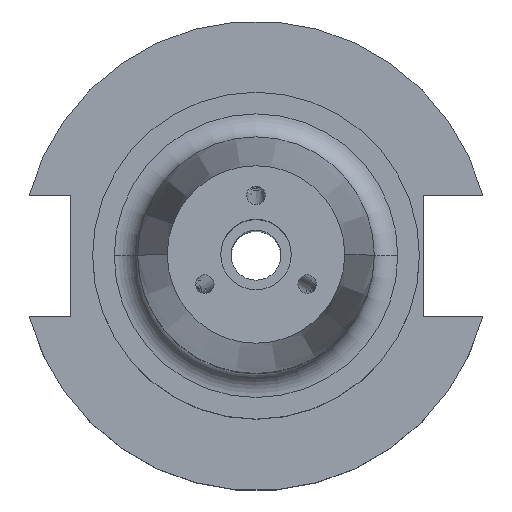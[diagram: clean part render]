
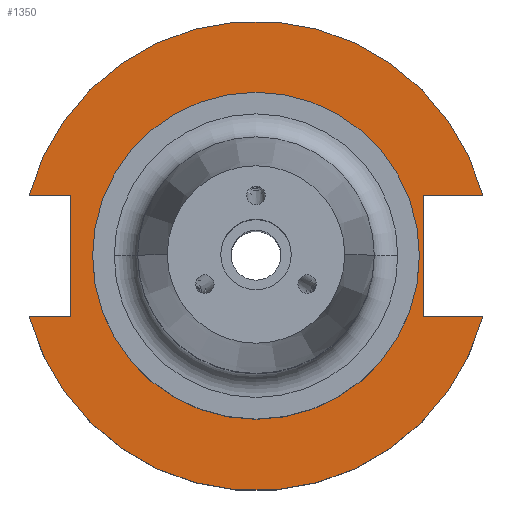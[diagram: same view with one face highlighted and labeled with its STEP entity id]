
A CAD part, top view. The second image highlights one B-rep face of the part: STEP entity #1350.
In plain terms, the highlighted planar face has unit normal (0, 0, 1).
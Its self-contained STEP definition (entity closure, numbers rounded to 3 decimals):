
#21 = DIRECTION ( 'NONE',  ( -1., 0., 0. ) ) ;
#25 = CARTESIAN_POINT ( 'NONE',  ( -25.091, -8.191, 19.05 ) ) ;
#44 = CARTESIAN_POINT ( 'NONE',  ( -61.091, -8.191, 19.05 ) ) ;
#85 = EDGE_CURVE ( 'NONE', #491, #934, #2539, .T. ) ;
#99 = CARTESIAN_POINT ( 'NONE',  ( 0., 22.1, 19.05 ) ) ;
#124 = CARTESIAN_POINT ( 'NONE',  ( 0., 0., 19.05 ) ) ;
#155 = ORIENTED_EDGE ( 'NONE', *, *, #1212, .F. ) ;
#161 = DIRECTION ( 'NONE',  ( 0., 0., 1. ) ) ;
#172 = DIRECTION ( 'NONE',  ( 1., 0., 0. ) ) ;
#176 = EDGE_CURVE ( 'NONE', #1359, #1659, #1907, .T. ) ;
#197 = FACE_OUTER_BOUND ( 'NONE', #2363, .T. ) ;
#206 = DIRECTION ( 'NONE',  ( 1., 0., 0. ) ) ;
#228 = EDGE_CURVE ( 'NONE', #960, #934, #2354, .T. ) ;
#299 = PLANE ( 'NONE',  #1795 ) ;
#300 = LINE ( 'NONE', #959, #2343 ) ;
#322 = AXIS2_PLACEMENT_3D ( 'NONE', #642, #161, #2123 ) ;
#367 = AXIS2_PLACEMENT_3D ( 'NONE', #2167, #1365, #772 ) ;
#434 = ORIENTED_EDGE ( 'NONE', *, *, #2441, .T. ) ;
#457 = DIRECTION ( 'NONE',  ( 1., 0., 0. ) ) ;
#463 = LINE ( 'NONE', #1169, #2508 ) ;
#484 = DIRECTION ( 'NONE',  ( 0., 0., 1. ) ) ;
#491 = VERTEX_POINT ( 'NONE', #1000 ) ;
#642 = CARTESIAN_POINT ( 'NONE',  ( 0., 0., 19.05 ) ) ;
#662 = CARTESIAN_POINT ( 'NONE',  ( 0., 0., 19.05 ) ) ;
#669 = ORIENTED_EDGE ( 'NONE', *, *, #1229, .T. ) ;
#699 = VERTEX_POINT ( 'NONE', #1680 ) ;
#764 = DIRECTION ( 'NONE',  ( 0., 1., 0. ) ) ;
#772 = DIRECTION ( 'NONE',  ( 1., 0., 0. ) ) ;
#859 = CARTESIAN_POINT ( 'NONE',  ( -30.675, 8.191, 19.05 ) ) ;
#868 = CIRCLE ( 'NONE', #322, 31.75 ) ;
#934 = VERTEX_POINT ( 'NONE', #2374 ) ;
#955 = EDGE_CURVE ( 'NONE', #1029, #1744, #1377, .T. ) ;
#959 = CARTESIAN_POINT ( 'NONE',  ( -25.091, 8.191, 19.05 ) ) ;
#960 = VERTEX_POINT ( 'NONE', #2356 ) ;
#1000 = CARTESIAN_POINT ( 'NONE',  ( 22.606, -8.191, 19.05 ) ) ;
#1029 = VERTEX_POINT ( 'NONE', #1157 ) ;
#1035 = CARTESIAN_POINT ( 'NONE',  ( 30.675, -8.191, 19.05 ) ) ;
#1087 = ORIENTED_EDGE ( 'NONE', *, *, #1301, .T. ) ;
#1121 = CARTESIAN_POINT ( 'NONE',  ( -30.675, -8.191, 19.05 ) ) ;
#1136 = CARTESIAN_POINT ( 'NONE',  ( 22.606, 22.1, 19.05 ) ) ;
#1138 = DIRECTION ( 'NONE',  ( 0., -1., 0. ) ) ;
#1157 = CARTESIAN_POINT ( 'NONE',  ( 22.1, 0., 19.05 ) ) ;
#1169 = CARTESIAN_POINT ( 'NONE',  ( 0., -8.191, 19.05 ) ) ;
#1212 = EDGE_CURVE ( 'NONE', #1744, #1029, #2569, .T. ) ;
#1218 = CARTESIAN_POINT ( 'NONE',  ( -61.091, 8.191, 19.05 ) ) ;
#1229 = EDGE_CURVE ( 'NONE', #1359, #1966, #1519, .T. ) ;
#1247 = VECTOR ( 'NONE', #1642, 1000. ) ;
#1292 = EDGE_CURVE ( 'NONE', #491, #1966, #463, .T. ) ;
#1296 = CARTESIAN_POINT ( 'NONE',  ( 0., 8.191, 19.05 ) ) ;
#1301 = EDGE_CURVE ( 'NONE', #960, #1805, #868, .T. ) ;
#1350 = ADVANCED_FACE ( 'NONE', ( #1861, #197 ), #299, .F. ) ;
#1359 = VERTEX_POINT ( 'NONE', #1121 ) ;
#1365 = DIRECTION ( 'NONE',  ( 0., 0., 1. ) ) ;
#1377 = CIRCLE ( 'NONE', #367, 22.1 ) ;
#1487 = CARTESIAN_POINT ( 'NONE',  ( -22.1, 0., 19.05 ) ) ;
#1505 = LINE ( 'NONE', #1218, #1980 ) ;
#1516 = ORIENTED_EDGE ( 'NONE', *, *, #228, .F. ) ;
#1519 = CIRCLE ( 'NONE', #2501, 31.75 ) ;
#1520 = ORIENTED_EDGE ( 'NONE', *, *, #1646, .T. ) ;
#1642 = DIRECTION ( 'NONE',  ( 1., 0., 0. ) ) ;
#1646 = EDGE_CURVE ( 'NONE', #699, #1659, #300, .T. ) ;
#1659 = VERTEX_POINT ( 'NONE', #25 ) ;
#1680 = CARTESIAN_POINT ( 'NONE',  ( -25.091, 8.191, 19.05 ) ) ;
#1744 = VERTEX_POINT ( 'NONE', #1487 ) ;
#1795 = AXIS2_PLACEMENT_3D ( 'NONE', #99, #2096, #21 ) ;
#1805 = VERTEX_POINT ( 'NONE', #859 ) ;
#1861 = FACE_BOUND ( 'NONE', #1872, .T. ) ;
#1872 = EDGE_LOOP ( 'NONE', ( #2027, #155 ) ) ;
#1907 = LINE ( 'NONE', #44, #1247 ) ;
#1966 = VERTEX_POINT ( 'NONE', #1035 ) ;
#1980 = VECTOR ( 'NONE', #206, 1000. ) ;
#2019 = ORIENTED_EDGE ( 'NONE', *, *, #85, .T. ) ;
#2023 = VECTOR ( 'NONE', #764, 1000. ) ;
#2027 = ORIENTED_EDGE ( 'NONE', *, *, #955, .F. ) ;
#2096 = DIRECTION ( 'NONE',  ( 0., 0., -1. ) ) ;
#2106 = AXIS2_PLACEMENT_3D ( 'NONE', #124, #2469, #457 ) ;
#2123 = DIRECTION ( 'NONE',  ( 1., 0., 0. ) ) ;
#2148 = DIRECTION ( 'NONE',  ( 1., 0., 0. ) ) ;
#2167 = CARTESIAN_POINT ( 'NONE',  ( 0., 0., 19.05 ) ) ;
#2236 = VECTOR ( 'NONE', #2273, 1000. ) ;
#2273 = DIRECTION ( 'NONE',  ( -1., 0., 0. ) ) ;
#2295 = ORIENTED_EDGE ( 'NONE', *, *, #176, .F. ) ;
#2343 = VECTOR ( 'NONE', #1138, 1000. ) ;
#2354 = LINE ( 'NONE', #1296, #2236 ) ;
#2356 = CARTESIAN_POINT ( 'NONE',  ( 30.675, 8.191, 19.05 ) ) ;
#2363 = EDGE_LOOP ( 'NONE', ( #1520, #2295, #669, #2497, #2019, #1516, #1087, #434 ) ) ;
#2374 = CARTESIAN_POINT ( 'NONE',  ( 22.606, 8.191, 19.05 ) ) ;
#2441 = EDGE_CURVE ( 'NONE', #1805, #699, #1505, .T. ) ;
#2469 = DIRECTION ( 'NONE',  ( 0., 0., 1. ) ) ;
#2497 = ORIENTED_EDGE ( 'NONE', *, *, #1292, .F. ) ;
#2501 = AXIS2_PLACEMENT_3D ( 'NONE', #662, #484, #172 ) ;
#2508 = VECTOR ( 'NONE', #2148, 1000. ) ;
#2539 = LINE ( 'NONE', #1136, #2023 ) ;
#2569 = CIRCLE ( 'NONE', #2106, 22.1 ) ;
